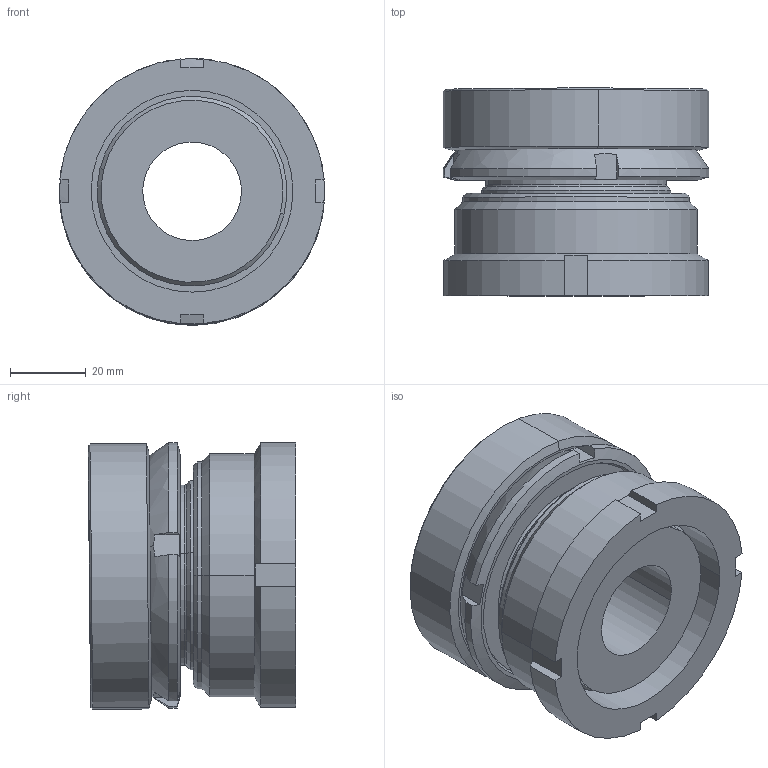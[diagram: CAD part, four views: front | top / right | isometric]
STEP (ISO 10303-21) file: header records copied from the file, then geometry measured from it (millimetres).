
FILE_DESCRIPTION (( 'STEP AP214' ), '1' );
FILE_NAME ('KAE 50-26 0-0.STEP', '2015-08-18T15:22:22', ( '' ), ( '' ), 'SwSTEP 2.0', 'SolidWorks 2015', '' );
FILE_SCHEMA (( 'AUTOMOTIVE_DESIGN' ));
Length unit declared in the file: millimetre
Products named in the file (4): NAE 50 2-0 A1; KAE 50-26 0-0; KAE 50-26 1-0 A1; KAS 50 2-0 A1
Assembly tree (3 placements, depth 2):
  KAE 50-26 0-0
    NAE 50 2-0 A1
    KAS 50 2-0 A1
    KAE 50-26 1-0 A1
Bounding box: 70.03 x 54.73 x 70.37 mm (x, y, z)
Volume: 142964.1 mm3; surface area: 41067.1 mm2
Topology: 3 solids, 3 shells, 104 faces, 242 edges, 150 vertices
Faces by surface type: cylinder 36, plane 36, cone 22, torus 6, sphere 4
Entity records: 3264 total; most frequent: CARTESIAN_POINT 638, DIRECTION 554, ORIENTED_EDGE 484, EDGE_CURVE 242, AXIS2_PLACEMENT_3D 230, VERTEX_POINT 150, CIRCLE 120, EDGE_LOOP 116
